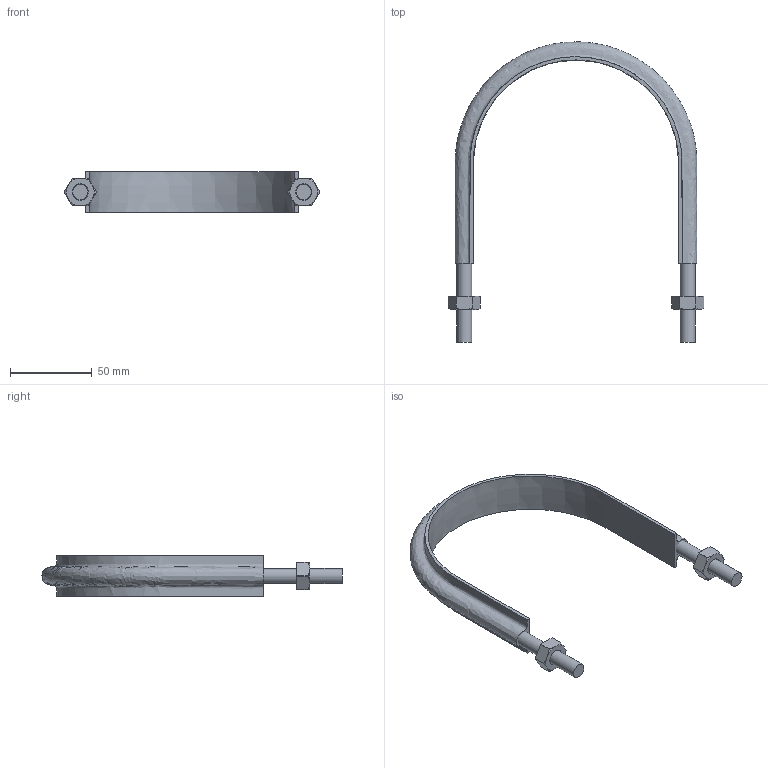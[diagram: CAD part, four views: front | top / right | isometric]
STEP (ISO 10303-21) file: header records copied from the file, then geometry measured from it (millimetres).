
FILE_DESCRIPTION( ( 'STEP AP203' ), '1' );
FILE_NAME( 'TP100+30.step', '2022-07-15T02:07:02', ( ' ' ), ( ' ' ), 'XStep 1.0', ' ', ' ' );
FILE_SCHEMA( ( 'CONFIG_CONTROL_DESIGN' ) );
Length unit declared in the file: millimetre
Products named in the file (4): 1; 2; 3; 4
Bounding box: 156.6 x 184.1 x 25 mm (x, y, z)
Volume: 74043.8 mm3; surface area: 36048.7 mm2
Topology: 4 solids, 4 shells, 59 faces, 131 edges, 82 vertices
Faces by surface type: plane 24, cylinder 16, cone 16, bspline 2, extrusion 1
Full cylindrical faces by diameter (mm): 8.376 x2, 9.2 x2
Entity records: 2709 total; most frequent: CARTESIAN_POINT 1282, DIRECTION 259, ORIENTED_EDGE 244, EDGE_CURVE 122, AXIS2_PLACEMENT_3D 108, VERTEX_POINT 82, EDGE_LOOP 74, FACE_OUTER_BOUND 64
